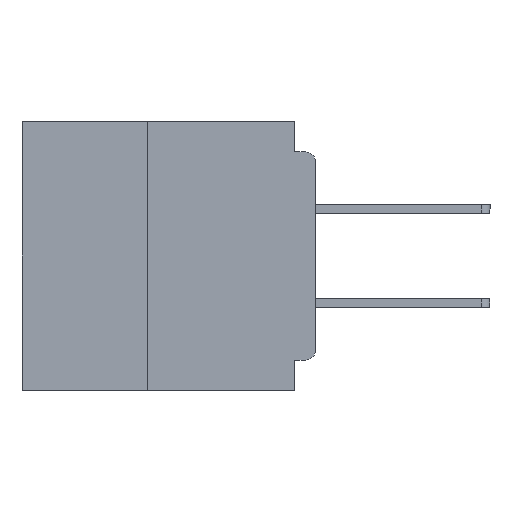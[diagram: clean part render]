
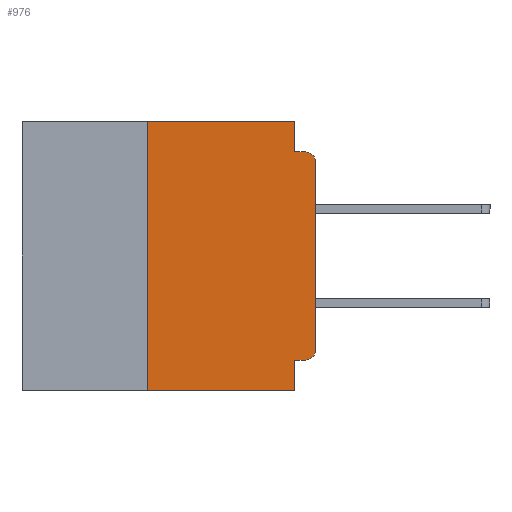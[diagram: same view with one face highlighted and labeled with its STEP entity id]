
A CAD part, left-side view. The second image highlights one B-rep face of the part: STEP entity #976.
In plain terms, the highlighted planar face has unit normal (-1, 0, 0).
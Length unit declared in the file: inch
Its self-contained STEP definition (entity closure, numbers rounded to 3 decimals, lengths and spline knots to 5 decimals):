
#3 = VECTOR ( 'NONE', #36205, 39.37008 ) ;
#337 = VERTEX_POINT ( 'NONE', #5173 ) ;
#976 = ADVANCED_FACE ( 'NONE', ( #35155 ), #31776, .F. ) ;
#4558 = VERTEX_POINT ( 'NONE', #11543 ) ;
#4743 = ORIENTED_EDGE ( 'NONE', *, *, #54810, .F. ) ;
#5173 = CARTESIAN_POINT ( 'NONE',  ( 0., 0.015, -0.355 ) ) ;
#6211 = CARTESIAN_POINT ( 'NONE',  ( 0., 0.437, 0. ) ) ;
#6927 = EDGE_CURVE ( 'NONE', #53121, #51501, #11063, .T. ) ;
#8632 = ORIENTED_EDGE ( 'NONE', *, *, #6927, .F. ) ;
#9219 = DIRECTION ( 'NONE',  ( -1., 0., 0. ) ) ;
#10670 = CARTESIAN_POINT ( 'NONE',  ( 0., 0.015, -0.045 ) ) ;
#11063 = LINE ( 'NONE', #12168, #29769 ) ;
#11332 = ORIENTED_EDGE ( 'NONE', *, *, #36617, .F. ) ;
#11334 = LINE ( 'NONE', #6211, #3 ) ;
#11543 = CARTESIAN_POINT ( 'NONE',  ( 0., 0.031, -0.4 ) ) ;
#11661 = LINE ( 'NONE', #37106, #33048 ) ;
#12168 = CARTESIAN_POINT ( 'NONE',  ( 0., 0.25, -0.4 ) ) ;
#12595 = EDGE_LOOP ( 'NONE', ( #28897, #51095, #24559, #26000, #48314, #8632, #42731, #11332, #4743, #43141 ) ) ;
#12771 = CARTESIAN_POINT ( 'NONE',  ( 0., 0.031, -0.355 ) ) ;
#13579 = VERTEX_POINT ( 'NONE', #45518 ) ;
#14170 = CARTESIAN_POINT ( 'NONE',  ( 0., 0.25, -0.4 ) ) ;
#15604 = VERTEX_POINT ( 'NONE', #10670 ) ;
#16337 = DIRECTION ( 'NONE',  ( -1., 0., 0. ) ) ;
#16433 = DIRECTION ( 'NONE',  ( 0., 0., 1. ) ) ;
#16891 = CARTESIAN_POINT ( 'NONE',  ( 0., 0., -0.06 ) ) ;
#17283 = CIRCLE ( 'NONE', #39180, 0.015 ) ;
#17384 = CARTESIAN_POINT ( 'NONE',  ( 0., 0., -0.355 ) ) ;
#17636 = VERTEX_POINT ( 'NONE', #54304 ) ;
#17904 = CARTESIAN_POINT ( 'NONE',  ( 0., 0., 0. ) ) ;
#18138 = LINE ( 'NONE', #17904, #29535 ) ;
#21687 = DIRECTION ( 'NONE',  ( 0., 1., 0. ) ) ;
#22340 = VERTEX_POINT ( 'NONE', #16891 ) ;
#23119 = EDGE_CURVE ( 'NONE', #13579, #22340, #18138, .T. ) ;
#23292 = CIRCLE ( 'NONE', #55121, 0.015 ) ;
#23357 = CARTESIAN_POINT ( 'NONE',  ( 0., 0.031, -0.045 ) ) ;
#24559 = ORIENTED_EDGE ( 'NONE', *, *, #50395, .F. ) ;
#25368 = EDGE_CURVE ( 'NONE', #17636, #37702, #40052, .T. ) ;
#25641 = LINE ( 'NONE', #17384, #46960 ) ;
#26000 = ORIENTED_EDGE ( 'NONE', *, *, #25368, .F. ) ;
#26439 = DIRECTION ( 'NONE',  ( 0., -1., 0. ) ) ;
#28671 = LINE ( 'NONE', #49254, #36002 ) ;
#28673 = VECTOR ( 'NONE', #52773, 39.37008 ) ;
#28897 = ORIENTED_EDGE ( 'NONE', *, *, #23119, .T. ) ;
#29535 = VECTOR ( 'NONE', #35081, 39.37008 ) ;
#29769 = VECTOR ( 'NONE', #16433, 39.37008 ) ;
#30135 = EDGE_CURVE ( 'NONE', #337, #13579, #23292, .T. ) ;
#30871 = LINE ( 'NONE', #43239, #40895 ) ;
#31604 = DIRECTION ( 'NONE',  ( 0., 0., -1. ) ) ;
#31776 = PLANE ( 'NONE',  #41648 ) ;
#33048 = VECTOR ( 'NONE', #49897, 39.37008 ) ;
#34772 = CARTESIAN_POINT ( 'NONE',  ( 0., 0.015, -0.34 ) ) ;
#35081 = DIRECTION ( 'NONE',  ( 0., 0., 1. ) ) ;
#35155 = FACE_OUTER_BOUND ( 'NONE', #12595, .T. ) ;
#35983 = CARTESIAN_POINT ( 'NONE',  ( 0., 0.25, 0. ) ) ;
#36002 = VECTOR ( 'NONE', #49444, 39.37008 ) ;
#36205 = DIRECTION ( 'NONE',  ( 0., -1., 0. ) ) ;
#36617 = EDGE_CURVE ( 'NONE', #45652, #4558, #11661, .T. ) ;
#37106 = CARTESIAN_POINT ( 'NONE',  ( 0., 0.031, -0.4 ) ) ;
#37184 = CARTESIAN_POINT ( 'NONE',  ( 0., 0.437, 0. ) ) ;
#37702 = VERTEX_POINT ( 'NONE', #23357 ) ;
#39084 = DIRECTION ( 'NONE',  ( 0., 0., -1. ) ) ;
#39180 = AXIS2_PLACEMENT_3D ( 'NONE', #41948, #16337, #46199 ) ;
#39835 = EDGE_CURVE ( 'NONE', #22340, #15604, #17283, .T. ) ;
#40052 = LINE ( 'NONE', #44299, #28673 ) ;
#40895 = VECTOR ( 'NONE', #26439, 39.37008 ) ;
#41289 = DIRECTION ( 'NONE',  ( 1., 0., 0. ) ) ;
#41648 = AXIS2_PLACEMENT_3D ( 'NONE', #37184, #41289, #31604 ) ;
#41948 = CARTESIAN_POINT ( 'NONE',  ( 0., 0.015, -0.06 ) ) ;
#42731 = ORIENTED_EDGE ( 'NONE', *, *, #48773, .T. ) ;
#43141 = ORIENTED_EDGE ( 'NONE', *, *, #30135, .T. ) ;
#43239 = CARTESIAN_POINT ( 'NONE',  ( 0., 0.437, -0.4 ) ) ;
#44299 = CARTESIAN_POINT ( 'NONE',  ( 0., 0.031, 0. ) ) ;
#45518 = CARTESIAN_POINT ( 'NONE',  ( 0., 0., -0.34 ) ) ;
#45652 = VERTEX_POINT ( 'NONE', #12771 ) ;
#46199 = DIRECTION ( 'NONE',  ( 0., 0., -1. ) ) ;
#46960 = VECTOR ( 'NONE', #21687, 39.37008 ) ;
#48314 = ORIENTED_EDGE ( 'NONE', *, *, #50955, .F. ) ;
#48773 = EDGE_CURVE ( 'NONE', #53121, #4558, #30871, .T. ) ;
#49254 = CARTESIAN_POINT ( 'NONE',  ( 0., 0., -0.045 ) ) ;
#49444 = DIRECTION ( 'NONE',  ( 0., -1., 0. ) ) ;
#49897 = DIRECTION ( 'NONE',  ( 0., 0., -1. ) ) ;
#50395 = EDGE_CURVE ( 'NONE', #37702, #15604, #28671, .T. ) ;
#50955 = EDGE_CURVE ( 'NONE', #51501, #17636, #11334, .T. ) ;
#51095 = ORIENTED_EDGE ( 'NONE', *, *, #39835, .T. ) ;
#51501 = VERTEX_POINT ( 'NONE', #35983 ) ;
#52773 = DIRECTION ( 'NONE',  ( 0., 0., -1. ) ) ;
#53121 = VERTEX_POINT ( 'NONE', #14170 ) ;
#54304 = CARTESIAN_POINT ( 'NONE',  ( 0., 0.031, 0. ) ) ;
#54810 = EDGE_CURVE ( 'NONE', #337, #45652, #25641, .T. ) ;
#55121 = AXIS2_PLACEMENT_3D ( 'NONE', #34772, #9219, #39084 ) ;
